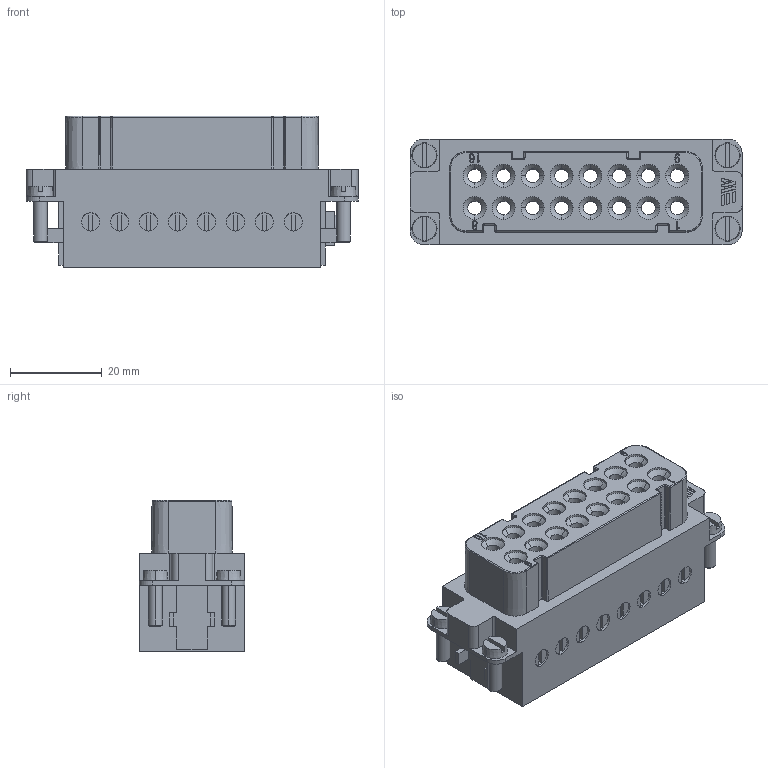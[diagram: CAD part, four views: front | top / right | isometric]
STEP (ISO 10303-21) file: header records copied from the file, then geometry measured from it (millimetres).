
FILE_DESCRIPTION (( 'STEP AP203' ), '1' );
FILE_NAME ('29422.step', '2025-02-12T17:35:51', ( '' ), ( '' ), 'SwSTEP 2.0', 'SolidWorks 2024', '' );
FILE_SCHEMA (( 'CONFIG_CONTROL_DESIGN' ));
Length unit declared in the file: inch
Products named in the file (1): 29422
Bounding box: 72.3 x 23 x 33 mm (x, y, z)
Volume: 36772.2 mm3; surface area: 14384.7 mm2
Topology: 1 solids, 1 shells, 570 faces, 1449 edges, 927 vertices
Faces by surface type: plane 271, cylinder 138, cone 102, bspline 51, torus 8
Entity records: 18356 total; most frequent: CARTESIAN_POINT 4505, ORIENTED_EDGE 2898, DIRECTION 2826, EDGE_CURVE 1449, AXIS2_PLACEMENT_3D 992, VERTEX_POINT 927, LINE 842, VECTOR 842
